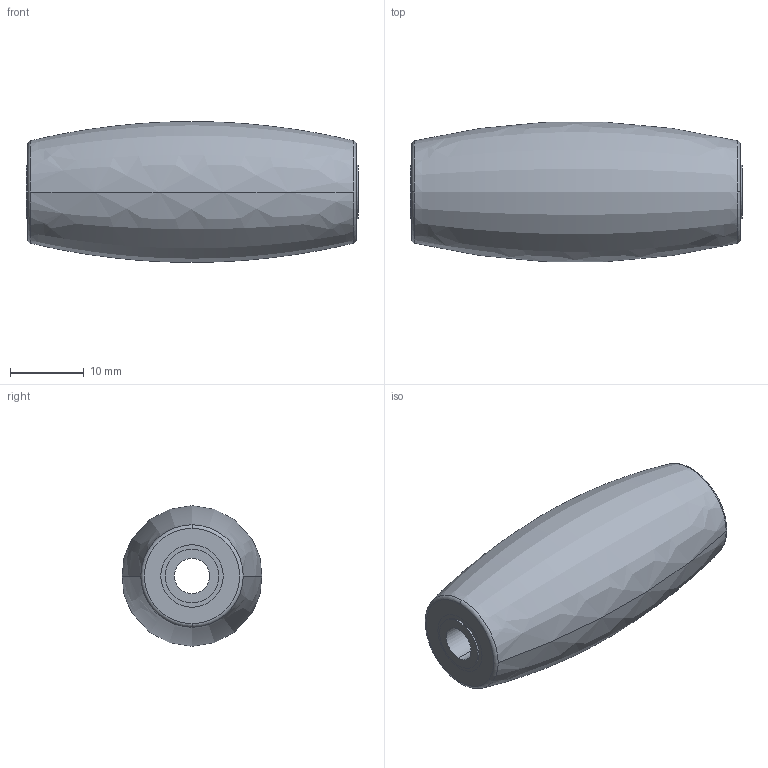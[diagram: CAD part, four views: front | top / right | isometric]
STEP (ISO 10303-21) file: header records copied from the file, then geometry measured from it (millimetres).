
FILE_DESCRIPTION (( 'STEP AP214' ), '1' );
FILE_NAME ('am-3027 4IN HD Mecanum Roller Single Axle.STEP', '2017-05-15T15:29:54', ( '' ), ( '' ), 'SwSTEP 2.0', 'SolidWorks 2017', '' );
FILE_SCHEMA (( 'AUTOMOTIVE_DESIGN' ));
Length unit declared in the file: inch
Products named in the file (3): am-3027 4IN HD Mecanum Roller Single Axle; 4HD Mecanum Roller Core ; 4HD Mecanum roller skin
Assembly tree (2 placements, depth 2):
  am-3027 4IN HD Mecanum Roller Single Axle
    4HD Mecanum Roller Core 
    4HD Mecanum roller skin
Bounding box: 44.96 x 18.86 x 19.05 mm (x, y, z)
Volume: 9708.1 mm3; surface area: 6781.7 mm2
Topology: 2 solids, 2 shells, 26 faces, 56 edges, 36 vertices
Faces by surface type: bspline 6, cylinder 6, plane 6, cone 4, torus 4
Entity records: 1552 total; most frequent: CARTESIAN_POINT 851, DIRECTION 140, ORIENTED_EDGE 112, AXIS2_PLACEMENT_3D 65, EDGE_CURVE 56, CIRCLE 40, VERTEX_POINT 36, EDGE_LOOP 32
